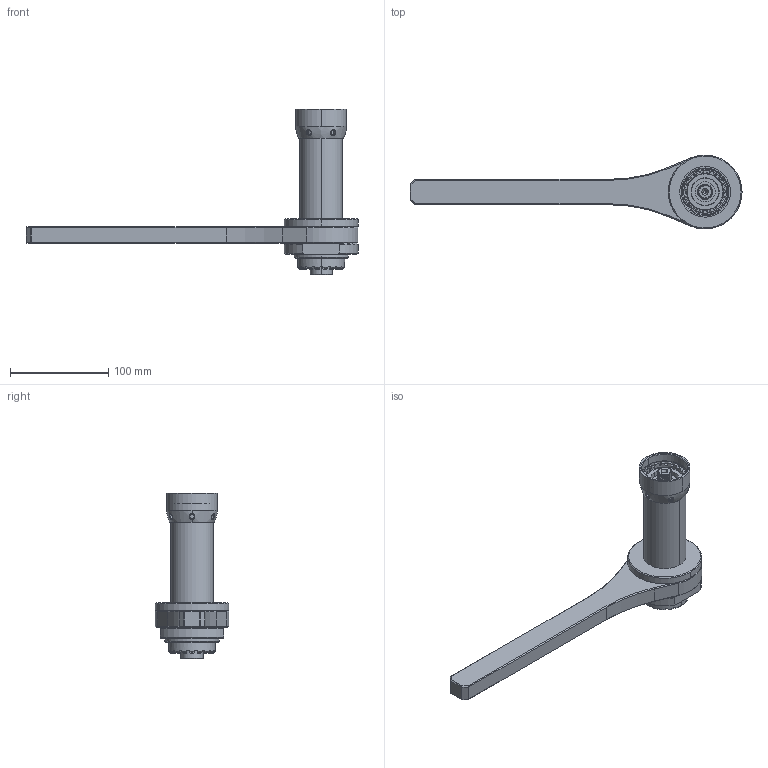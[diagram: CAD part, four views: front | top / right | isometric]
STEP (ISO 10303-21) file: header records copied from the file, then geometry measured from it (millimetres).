
FILE_DESCRIPTION((''),'2;1');
FILE_NAME('T50-3000069_ASM','2019-02-12T',('D0L91'),(''),'CREO PARAMETRIC BY PTC INC, 2016130','CREO PARAMETRIC BY PTC INC, 2016130','');
FILE_SCHEMA(('CONFIG_CONTROL_DESIGN'));
Length unit declared in the file: millimetre
Products named in the file (11): T50-1000063; T50-1000064; T50-1000137; 92100138; T50-3000056_ASM; 883358; T50-1000059; T50-1000061; 208458PT; 208183PT; T50-3000069_ASM
Assembly tree (10 placements, depth 3):
  T50-3000069_ASM
    T50-1000063
    T50-3000056_ASM
      T50-1000064
      T50-1000137
      92100138
    883358
    T50-1000059
    T50-1000061
    208458PT
    208183PT
Bounding box: 337.5 x 75 x 167.97 mm (x, y, z)
Volume: 378796.5 mm3; surface area: 125817.8 mm2
Topology: 16 solids, 17 shells, 1347 faces, 3840 edges, 2525 vertices
Faces by surface type: cylinder 555, plane 269, extrusion 260, cone 167, torus 44, revolution 26, bspline 14, sphere 12
Entity records: 51085 total; most frequent: CARTESIAN_POINT 17424, ORIENTED_EDGE 7640, DIRECTION 6072, EDGE_CURVE 3820, VERTEX_POINT 2525, AXIS2_PLACEMENT_3D 2310, B_SPLINE_CURVE_WITH_KNOTS 1701, VECTOR 1426
